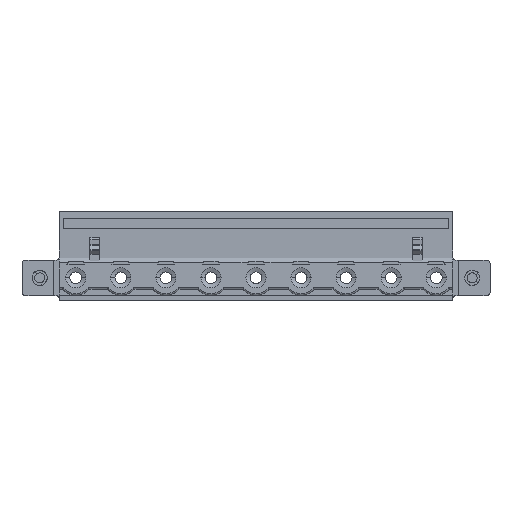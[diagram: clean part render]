
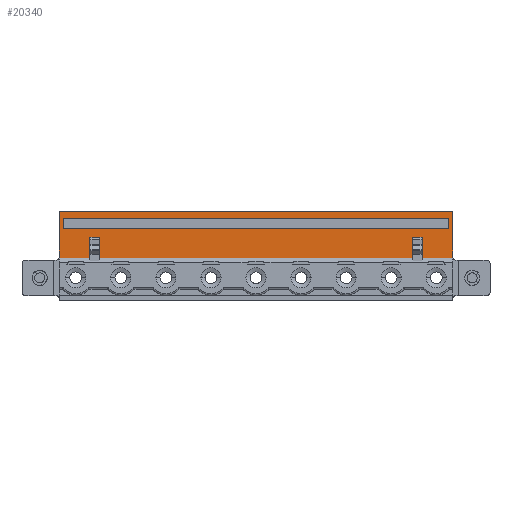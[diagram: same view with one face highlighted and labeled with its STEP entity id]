
A CAD part, front view. The second image highlights one B-rep face of the part: STEP entity #20340.
In plain terms, the highlighted planar face has unit normal (0, -1, 0).
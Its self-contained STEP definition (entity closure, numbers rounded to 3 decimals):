
#1976=CARTESIAN_POINT('',(-10.577,-0.166,-0.35));
#1977=VERTEX_POINT('',#1976);
#1984=CARTESIAN_POINT('',(-10.577,-0.166,7.5));
#1985=VERTEX_POINT('',#1984);
#1986=CARTESIAN_POINT('',(-10.577,-0.166,-0.35));
#1987=DIRECTION('',(0.,0.,1.));
#1988=VECTOR('',#1987,7.85);
#1989=LINE('',#1986,#1988);
#1990=EDGE_CURVE('',#1977,#1985,#1989,.T.);
#2835=CARTESIAN_POINT('',(-5.377,-0.166,-0.35));
#2836=VERTEX_POINT('',#2835);
#2843=CARTESIAN_POINT('',(-5.377,-0.166,-0.35));
#2844=DIRECTION('',(-1.,0.,0.));
#2845=VECTOR('',#2844,5.2);
#2846=LINE('',#2843,#2845);
#2847=EDGE_CURVE('',#2836,#1977,#2846,.T.);
#3018=CARTESIAN_POINT('',(-5.377,-0.166,3.195));
#3019=VERTEX_POINT('',#3018);
#3027=CARTESIAN_POINT('',(-5.377,-0.166,3.195));
#3028=DIRECTION('',(0.,0.,-1.));
#3029=VECTOR('',#3028,3.545);
#3030=LINE('',#3027,#3029);
#3031=EDGE_CURVE('',#3019,#2836,#3030,.T.);
#3316=CARTESIAN_POINT('',(-3.777,-0.166,3.195));
#3317=VERTEX_POINT('',#3316);
#3325=CARTESIAN_POINT('',(-3.777,-0.166,3.195));
#3326=DIRECTION('',(-1.,0.,0.));
#3327=VECTOR('',#3326,1.6);
#3328=LINE('',#3325,#3327);
#3329=EDGE_CURVE('',#3317,#3019,#3328,.T.);
#3341=CARTESIAN_POINT('',(-3.777,-0.166,-0.35));
#3342=VERTEX_POINT('',#3341);
#3343=CARTESIAN_POINT('',(-3.777,-0.166,-0.35));
#3344=DIRECTION('',(0.,0.,1.));
#3345=VECTOR('',#3344,3.545);
#3346=LINE('',#3343,#3345);
#3347=EDGE_CURVE('',#3342,#3317,#3346,.T.);
#7242=CARTESIAN_POINT('',(-9.877,-0.166,6.4));
#7243=VERTEX_POINT('',#7242);
#7244=CARTESIAN_POINT('',(-9.877,-0.166,4.6));
#7245=VERTEX_POINT('',#7244);
#7246=CARTESIAN_POINT('',(-9.877,-0.166,6.4));
#7247=DIRECTION('',(0.,0.,-1.));
#7248=VECTOR('',#7247,1.8);
#7249=LINE('',#7246,#7248);
#7250=EDGE_CURVE('',#7243,#7245,#7249,.T.);
#20249=CARTESIAN_POINT('',(22.713,-0.166,3.575));
#20250=DIRECTION('',(0.,0.,-1.));
#20251=DIRECTION('',(0.,-1.,0.));
#20252=AXIS2_PLACEMENT_3D('',#20249,#20251,#20250);
#20253=PLANE('',#20252);
#20254=ORIENTED_EDGE('',*,*,#1990,.F.);
#20255=ORIENTED_EDGE('',*,*,#2847,.F.);
#20256=ORIENTED_EDGE('',*,*,#3031,.F.);
#20257=ORIENTED_EDGE('',*,*,#3329,.F.);
#20258=ORIENTED_EDGE('',*,*,#3347,.F.);
#20259=CARTESIAN_POINT('',(49.203,-0.166,-0.35));
#20260=VERTEX_POINT('',#20259);
#20261=CARTESIAN_POINT('',(-3.777,-0.166,-0.35));
#20262=DIRECTION('',(1.,0.,0.));
#20263=VECTOR('',#20262,52.98);
#20264=LINE('',#20261,#20263);
#20265=EDGE_CURVE('',#3342,#20260,#20264,.T.);
#20266=ORIENTED_EDGE('',*,*,#20265,.T.);
#20267=CARTESIAN_POINT('',(49.203,-0.166,3.195));
#20268=VERTEX_POINT('',#20267);
#20269=CARTESIAN_POINT('',(49.203,-0.166,-0.35));
#20270=DIRECTION('',(0.,0.,1.));
#20271=VECTOR('',#20270,3.545);
#20272=LINE('',#20269,#20271);
#20273=EDGE_CURVE('',#20260,#20268,#20272,.T.);
#20274=ORIENTED_EDGE('',*,*,#20273,.T.);
#20275=CARTESIAN_POINT('',(50.803,-0.166,3.195));
#20276=VERTEX_POINT('',#20275);
#20277=CARTESIAN_POINT('',(49.203,-0.166,3.195));
#20278=DIRECTION('',(1.,0.,0.));
#20279=VECTOR('',#20278,1.6);
#20280=LINE('',#20277,#20279);
#20281=EDGE_CURVE('',#20268,#20276,#20280,.T.);
#20282=ORIENTED_EDGE('',*,*,#20281,.T.);
#20283=CARTESIAN_POINT('',(50.803,-0.166,-0.35));
#20284=VERTEX_POINT('',#20283);
#20285=CARTESIAN_POINT('',(50.803,-0.166,3.195));
#20286=DIRECTION('',(0.,0.,-1.));
#20287=VECTOR('',#20286,3.545);
#20288=LINE('',#20285,#20287);
#20289=EDGE_CURVE('',#20276,#20284,#20288,.T.);
#20290=ORIENTED_EDGE('',*,*,#20289,.T.);
#20291=CARTESIAN_POINT('',(56.003,-0.166,-0.35));
#20292=VERTEX_POINT('',#20291);
#20293=CARTESIAN_POINT('',(50.803,-0.166,-0.35));
#20294=DIRECTION('',(1.,0.,0.));
#20295=VECTOR('',#20294,5.2);
#20296=LINE('',#20293,#20295);
#20297=EDGE_CURVE('',#20284,#20292,#20296,.T.);
#20298=ORIENTED_EDGE('',*,*,#20297,.T.);
#20299=CARTESIAN_POINT('',(56.003,-0.166,7.5));
#20300=VERTEX_POINT('',#20299);
#20301=CARTESIAN_POINT('',(56.003,-0.166,-0.35));
#20302=DIRECTION('',(0.,0.,1.));
#20303=VECTOR('',#20302,7.85);
#20304=LINE('',#20301,#20303);
#20305=EDGE_CURVE('',#20292,#20300,#20304,.T.);
#20306=ORIENTED_EDGE('',*,*,#20305,.T.);
#20307=CARTESIAN_POINT('',(56.003,-0.166,7.5));
#20308=DIRECTION('',(-1.,0.,0.));
#20309=VECTOR('',#20308,66.58);
#20310=LINE('',#20307,#20309);
#20311=EDGE_CURVE('',#20300,#1985,#20310,.T.);
#20312=ORIENTED_EDGE('',*,*,#20311,.T.);
#20313=EDGE_LOOP('',(#20254,#20255,#20256,#20257,#20258,#20266,#20274,#20282,#20290,#20298,#20306,#20312));
#20314=FACE_OUTER_BOUND('',#20313,.T.);
#20315=CARTESIAN_POINT('',(55.303,-0.166,6.4));
#20316=VERTEX_POINT('',#20315);
#20317=CARTESIAN_POINT('',(55.303,-0.166,4.6));
#20318=VERTEX_POINT('',#20317);
#20319=CARTESIAN_POINT('',(55.303,-0.166,6.4));
#20320=DIRECTION('',(0.,0.,-1.));
#20321=VECTOR('',#20320,1.8);
#20322=LINE('',#20319,#20321);
#20323=EDGE_CURVE('',#20316,#20318,#20322,.T.);
#20324=ORIENTED_EDGE('',*,*,#20323,.T.);
#20325=CARTESIAN_POINT('',(55.303,-0.166,4.6));
#20326=DIRECTION('',(-1.,0.,0.));
#20327=VECTOR('',#20326,65.18);
#20328=LINE('',#20325,#20327);
#20329=EDGE_CURVE('',#20318,#7245,#20328,.T.);
#20330=ORIENTED_EDGE('',*,*,#20329,.T.);
#20331=ORIENTED_EDGE('',*,*,#7250,.F.);
#20332=CARTESIAN_POINT('',(-9.877,-0.166,6.4));
#20333=DIRECTION('',(1.,0.,0.));
#20334=VECTOR('',#20333,65.18);
#20335=LINE('',#20332,#20334);
#20336=EDGE_CURVE('',#7243,#20316,#20335,.T.);
#20337=ORIENTED_EDGE('',*,*,#20336,.T.);
#20338=EDGE_LOOP('',(#20324,#20330,#20331,#20337));
#20339=FACE_BOUND('',#20338,.T.);
#20340=ADVANCED_FACE('',(#20314,#20339),#20253,.T.);
